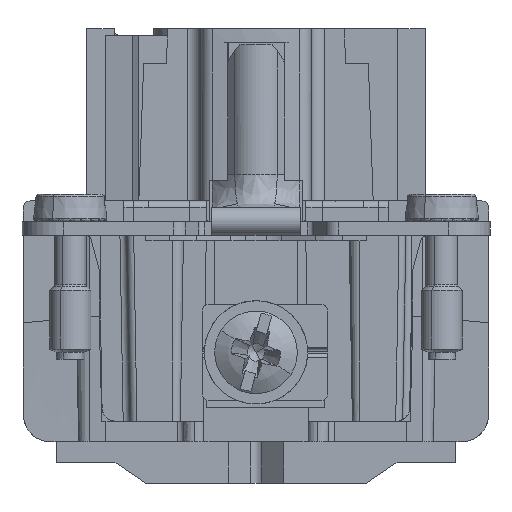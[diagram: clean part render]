
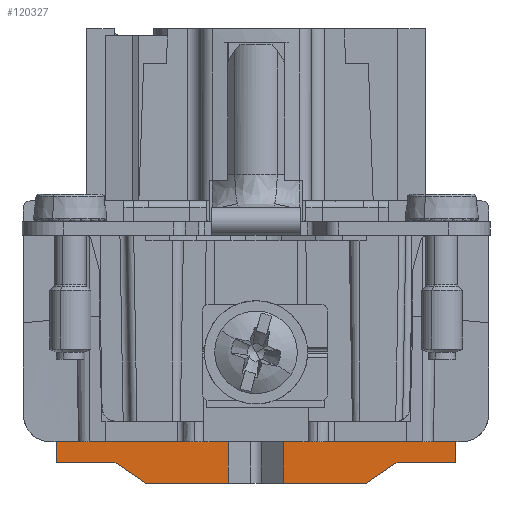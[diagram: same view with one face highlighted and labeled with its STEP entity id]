
A CAD part, front view. The second image highlights one B-rep face of the part: STEP entity #120327.
In plain terms, the highlighted planar face has unit normal (0, -1, 0).
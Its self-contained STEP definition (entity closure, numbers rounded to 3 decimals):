
#117147=AXIS2_PLACEMENT_3D('Circle Axis2P3D',#117145,#117146,$) ;
#120165=AXIS2_PLACEMENT_3D('Plane Axis2P3D',#120162,#120163,#120164) ;
#120169=AXIS2_PLACEMENT_3D('Circle Axis2P3D',#120167,#120168,$) ;
#120199=AXIS2_PLACEMENT_3D('Circle Axis2P3D',#120197,#120198,$) ;
#120283=AXIS2_PLACEMENT_3D('Circle Axis2P3D',#120281,#120282,$) ;
#1944=CARTESIAN_POINT('Line Origine',(17.,15.25,4.)) ;
#1948=CARTESIAN_POINT('Vertex',(30.222,15.25,4.)) ;
#1950=CARTESIAN_POINT('Vertex',(3.778,15.25,4.)) ;
#117110=CARTESIAN_POINT('Vertex',(32.371,15.25,6.)) ;
#117113=CARTESIAN_POINT('Line Origine',(32.371,15.25,9.55)) ;
#117117=CARTESIAN_POINT('Vertex',(32.371,15.25,13.1)) ;
#117142=CARTESIAN_POINT('Vertex',(30.371,15.25,4.)) ;
#117145=CARTESIAN_POINT('Axis2P3D Location',(30.371,15.25,6.)) ;
#120136=CARTESIAN_POINT('Line Origine',(33.521,15.25,9.483)) ;
#120140=CARTESIAN_POINT('Vertex',(33.521,15.25,13.1)) ;
#120142=CARTESIAN_POINT('Vertex',(33.521,15.25,5.866)) ;
#120162=CARTESIAN_POINT('Axis2P3D Location',(23.25,15.25,14.5)) ;
#120167=CARTESIAN_POINT('Axis2P3D Location',(3.629,15.25,6.)) ;
#120171=CARTESIAN_POINT('Vertex',(3.629,15.25,4.)) ;
#120173=CARTESIAN_POINT('Vertex',(1.629,15.25,6.)) ;
#120176=CARTESIAN_POINT('Line Origine',(1.629,15.25,9.55)) ;
#120180=CARTESIAN_POINT('Vertex',(1.629,15.25,13.1)) ;
#120183=CARTESIAN_POINT('Line Origine',(1.054,15.25,13.1)) ;
#120187=CARTESIAN_POINT('Vertex',(0.479,15.25,13.1)) ;
#120190=CARTESIAN_POINT('Line Origine',(0.479,15.25,9.483)) ;
#120194=CARTESIAN_POINT('Vertex',(0.479,15.25,5.866)) ;
#120197=CARTESIAN_POINT('Axis2P3D Location',(3.479,15.25,5.866)) ;
#120201=CARTESIAN_POINT('Vertex',(2.5,15.25,3.03)) ;
#120204=CARTESIAN_POINT('Line Origine',(2.5,15.25,2.265)) ;
#120208=CARTESIAN_POINT('Vertex',(2.5,15.25,1.5)) ;
#120211=CARTESIAN_POINT('Line Origine',(4.628,15.25,1.5)) ;
#120215=CARTESIAN_POINT('Vertex',(6.756,15.25,1.5)) ;
#120218=CARTESIAN_POINT('Line Origine',(7.878,15.25,0.75)) ;
#120222=CARTESIAN_POINT('Vertex',(9.,15.25,0.)) ;
#120225=CARTESIAN_POINT('Line Origine',(12.,15.25,0.)) ;
#120229=CARTESIAN_POINT('Vertex',(15.,15.25,0.)) ;
#120232=CARTESIAN_POINT('Line Origine',(15.,15.25,1.5)) ;
#120236=CARTESIAN_POINT('Vertex',(15.,15.25,3.)) ;
#120239=CARTESIAN_POINT('Line Origine',(17.,15.25,3.)) ;
#120243=CARTESIAN_POINT('Vertex',(19.,15.25,3.)) ;
#120246=CARTESIAN_POINT('Line Origine',(19.,15.25,1.5)) ;
#120250=CARTESIAN_POINT('Vertex',(19.,15.25,0.)) ;
#120253=CARTESIAN_POINT('Line Origine',(22.,15.25,0.)) ;
#120257=CARTESIAN_POINT('Vertex',(25.,15.25,0.)) ;
#120260=CARTESIAN_POINT('Line Origine',(26.122,15.25,0.75)) ;
#120264=CARTESIAN_POINT('Vertex',(27.244,15.25,1.5)) ;
#120267=CARTESIAN_POINT('Line Origine',(29.372,15.25,1.5)) ;
#120271=CARTESIAN_POINT('Vertex',(31.5,15.25,1.5)) ;
#120274=CARTESIAN_POINT('Line Origine',(31.5,15.25,2.265)) ;
#120278=CARTESIAN_POINT('Vertex',(31.5,15.25,3.03)) ;
#120281=CARTESIAN_POINT('Axis2P3D Location',(30.521,15.25,5.866)) ;
#120286=CARTESIAN_POINT('Line Origine',(32.946,15.25,13.1)) ;
#120291=CARTESIAN_POINT('Line Origine',(30.297,15.25,4.)) ;
#120296=CARTESIAN_POINT('Line Origine',(3.703,15.25,4.)) ;
#1945=DIRECTION('Vector Direction',(1.,0.,0.)) ;
#117114=DIRECTION('Vector Direction',(0.,0.,1.)) ;
#117146=DIRECTION('Axis2P3D Direction',(0.,1.,0.)) ;
#120137=DIRECTION('Vector Direction',(0.,0.,1.)) ;
#120163=DIRECTION('Axis2P3D Direction',(0.,1.,0.)) ;
#120164=DIRECTION('Axis2P3D XDirection',(1.,0.,0.)) ;
#120168=DIRECTION('Axis2P3D Direction',(0.,1.,0.)) ;
#120177=DIRECTION('Vector Direction',(0.,0.,1.)) ;
#120184=DIRECTION('Vector Direction',(1.,0.,0.)) ;
#120191=DIRECTION('Vector Direction',(0.,0.,1.)) ;
#120198=DIRECTION('Axis2P3D Direction',(0.,1.,0.)) ;
#120205=DIRECTION('Vector Direction',(0.,0.,1.)) ;
#120212=DIRECTION('Vector Direction',(1.,0.,0.)) ;
#120219=DIRECTION('Vector Direction',(0.831,0.,-0.556)) ;
#120226=DIRECTION('Vector Direction',(1.,0.,0.)) ;
#120233=DIRECTION('Vector Direction',(0.,0.,-1.)) ;
#120240=DIRECTION('Vector Direction',(1.,0.,0.)) ;
#120247=DIRECTION('Vector Direction',(0.,0.,-1.)) ;
#120254=DIRECTION('Vector Direction',(1.,0.,0.)) ;
#120261=DIRECTION('Vector Direction',(-0.831,0.,-0.556)) ;
#120268=DIRECTION('Vector Direction',(1.,0.,0.)) ;
#120275=DIRECTION('Vector Direction',(0.,0.,1.)) ;
#120282=DIRECTION('Axis2P3D Direction',(0.,1.,0.)) ;
#120287=DIRECTION('Vector Direction',(1.,0.,0.)) ;
#120292=DIRECTION('Vector Direction',(1.,0.,0.)) ;
#120297=DIRECTION('Vector Direction',(1.,0.,0.)) ;
#1946=VECTOR('Line Direction',#1945,1.) ;
#117115=VECTOR('Line Direction',#117114,1.) ;
#120138=VECTOR('Line Direction',#120137,1.) ;
#120178=VECTOR('Line Direction',#120177,1.) ;
#120185=VECTOR('Line Direction',#120184,1.) ;
#120192=VECTOR('Line Direction',#120191,1.) ;
#120206=VECTOR('Line Direction',#120205,1.) ;
#120213=VECTOR('Line Direction',#120212,1.) ;
#120220=VECTOR('Line Direction',#120219,1.) ;
#120227=VECTOR('Line Direction',#120226,1.) ;
#120234=VECTOR('Line Direction',#120233,1.) ;
#120241=VECTOR('Line Direction',#120240,1.) ;
#120248=VECTOR('Line Direction',#120247,1.) ;
#120255=VECTOR('Line Direction',#120254,1.) ;
#120262=VECTOR('Line Direction',#120261,1.) ;
#120269=VECTOR('Line Direction',#120268,1.) ;
#120276=VECTOR('Line Direction',#120275,1.) ;
#120288=VECTOR('Line Direction',#120287,1.) ;
#120293=VECTOR('Line Direction',#120292,1.) ;
#120298=VECTOR('Line Direction',#120297,1.) ;
#120302=ORIENTED_EDGE('',*,*,#120175,.T.) ;
#120303=ORIENTED_EDGE('',*,*,#120182,.T.) ;
#120304=ORIENTED_EDGE('',*,*,#120189,.T.) ;
#120305=ORIENTED_EDGE('',*,*,#120196,.T.) ;
#120306=ORIENTED_EDGE('',*,*,#120203,.T.) ;
#120307=ORIENTED_EDGE('',*,*,#120210,.T.) ;
#120308=ORIENTED_EDGE('',*,*,#120217,.T.) ;
#120309=ORIENTED_EDGE('',*,*,#120224,.T.) ;
#120310=ORIENTED_EDGE('',*,*,#120231,.T.) ;
#120311=ORIENTED_EDGE('',*,*,#120238,.F.) ;
#120312=ORIENTED_EDGE('',*,*,#120245,.T.) ;
#120313=ORIENTED_EDGE('',*,*,#120252,.T.) ;
#120314=ORIENTED_EDGE('',*,*,#120259,.F.) ;
#120315=ORIENTED_EDGE('',*,*,#120266,.F.) ;
#120316=ORIENTED_EDGE('',*,*,#120273,.F.) ;
#120317=ORIENTED_EDGE('',*,*,#120280,.F.) ;
#120318=ORIENTED_EDGE('',*,*,#120285,.F.) ;
#120319=ORIENTED_EDGE('',*,*,#120144,.F.) ;
#120320=ORIENTED_EDGE('',*,*,#120290,.F.) ;
#120321=ORIENTED_EDGE('',*,*,#117119,.F.) ;
#120322=ORIENTED_EDGE('',*,*,#117149,.F.) ;
#120323=ORIENTED_EDGE('',*,*,#120295,.T.) ;
#120324=ORIENTED_EDGE('',*,*,#1952,.T.) ;
#120325=ORIENTED_EDGE('',*,*,#120300,.T.) ;
#120327=ADVANCED_FACE('Hauptk\X2\00F6\X0\rper',(#120326),#120166,.F.) ;
#117148=CIRCLE('generated circle',#117147,2.) ;
#120170=CIRCLE('generated circle',#120169,2.) ;
#120200=CIRCLE('generated circle',#120199,3.) ;
#120284=CIRCLE('generated circle',#120283,3.) ;
#1952=EDGE_CURVE('',#1949,#1951,#1947,.F.) ;
#117119=EDGE_CURVE('',#117111,#117118,#117116,.T.) ;
#117149=EDGE_CURVE('',#117143,#117111,#117148,.F.) ;
#120144=EDGE_CURVE('',#120141,#120143,#120139,.F.) ;
#120175=EDGE_CURVE('',#120172,#120174,#120170,.T.) ;
#120182=EDGE_CURVE('',#120174,#120181,#120179,.T.) ;
#120189=EDGE_CURVE('',#120181,#120188,#120186,.F.) ;
#120196=EDGE_CURVE('',#120188,#120195,#120193,.F.) ;
#120203=EDGE_CURVE('',#120195,#120202,#120200,.F.) ;
#120210=EDGE_CURVE('',#120202,#120209,#120207,.F.) ;
#120217=EDGE_CURVE('',#120209,#120216,#120214,.T.) ;
#120224=EDGE_CURVE('',#120216,#120223,#120221,.T.) ;
#120231=EDGE_CURVE('',#120223,#120230,#120228,.T.) ;
#120238=EDGE_CURVE('',#120237,#120230,#120235,.T.) ;
#120245=EDGE_CURVE('',#120237,#120244,#120242,.T.) ;
#120252=EDGE_CURVE('',#120244,#120251,#120249,.T.) ;
#120259=EDGE_CURVE('',#120258,#120251,#120256,.F.) ;
#120266=EDGE_CURVE('',#120265,#120258,#120263,.T.) ;
#120273=EDGE_CURVE('',#120272,#120265,#120270,.F.) ;
#120280=EDGE_CURVE('',#120279,#120272,#120277,.F.) ;
#120285=EDGE_CURVE('',#120143,#120279,#120284,.T.) ;
#120290=EDGE_CURVE('',#117118,#120141,#120289,.T.) ;
#120295=EDGE_CURVE('',#117143,#1949,#120294,.F.) ;
#120300=EDGE_CURVE('',#1951,#120172,#120299,.F.) ;
#120301=EDGE_LOOP('',(#120302,#120303,#120304,#120305,#120306,#120307,#120308,#120309,#120310,#120311,#120312,#120313,#120314,#120315,#120316,#120317,#120318,#120319,#120320,#120321,#120322,#120323,#120324,#120325)) ;
#120326=FACE_OUTER_BOUND('',#120301,.T.) ;
#1947=LINE('Line',#1944,#1946) ;
#117116=LINE('Line',#117113,#117115) ;
#120139=LINE('Line',#120136,#120138) ;
#120179=LINE('Line',#120176,#120178) ;
#120186=LINE('Line',#120183,#120185) ;
#120193=LINE('Line',#120190,#120192) ;
#120207=LINE('Line',#120204,#120206) ;
#120214=LINE('Line',#120211,#120213) ;
#120221=LINE('Line',#120218,#120220) ;
#120228=LINE('Line',#120225,#120227) ;
#120235=LINE('Line',#120232,#120234) ;
#120242=LINE('Line',#120239,#120241) ;
#120249=LINE('Line',#120246,#120248) ;
#120256=LINE('Line',#120253,#120255) ;
#120263=LINE('Line',#120260,#120262) ;
#120270=LINE('Line',#120267,#120269) ;
#120277=LINE('Line',#120274,#120276) ;
#120289=LINE('Line',#120286,#120288) ;
#120294=LINE('Line',#120291,#120293) ;
#120299=LINE('Line',#120296,#120298) ;
#120166=PLANE('',#120165) ;
#1949=VERTEX_POINT('',#1948) ;
#1951=VERTEX_POINT('',#1950) ;
#117111=VERTEX_POINT('',#117110) ;
#117118=VERTEX_POINT('',#117117) ;
#117143=VERTEX_POINT('',#117142) ;
#120141=VERTEX_POINT('',#120140) ;
#120143=VERTEX_POINT('',#120142) ;
#120172=VERTEX_POINT('',#120171) ;
#120174=VERTEX_POINT('',#120173) ;
#120181=VERTEX_POINT('',#120180) ;
#120188=VERTEX_POINT('',#120187) ;
#120195=VERTEX_POINT('',#120194) ;
#120202=VERTEX_POINT('',#120201) ;
#120209=VERTEX_POINT('',#120208) ;
#120216=VERTEX_POINT('',#120215) ;
#120223=VERTEX_POINT('',#120222) ;
#120230=VERTEX_POINT('',#120229) ;
#120237=VERTEX_POINT('',#120236) ;
#120244=VERTEX_POINT('',#120243) ;
#120251=VERTEX_POINT('',#120250) ;
#120258=VERTEX_POINT('',#120257) ;
#120265=VERTEX_POINT('',#120264) ;
#120272=VERTEX_POINT('',#120271) ;
#120279=VERTEX_POINT('',#120278) ;
